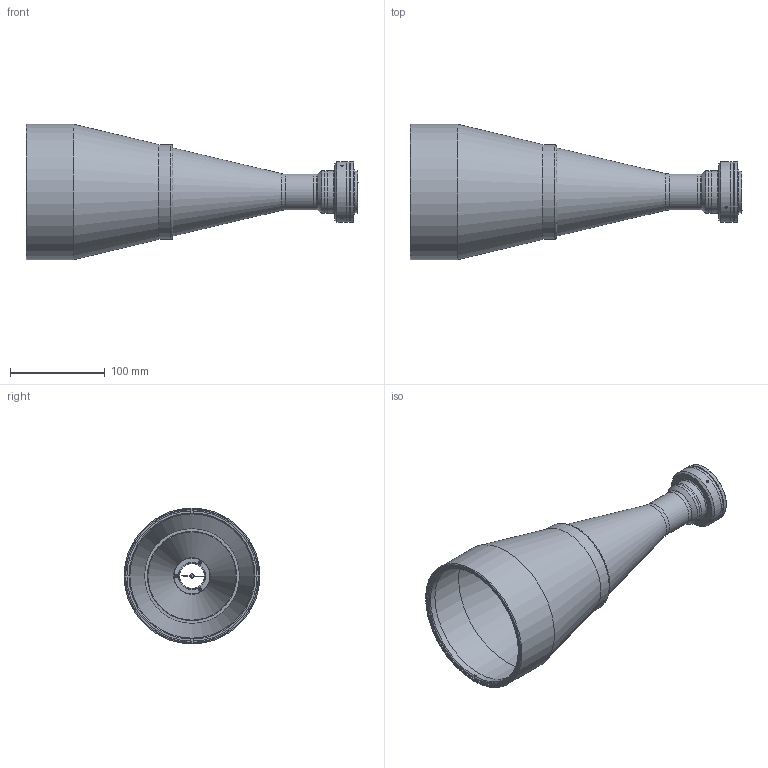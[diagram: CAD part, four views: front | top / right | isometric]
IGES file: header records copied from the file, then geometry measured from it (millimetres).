
Start section: SolidWorks IGES file using analytic representation for surfaces
Global section: file name: DP32120-A_TC4MHRP096-F.igs; native system: SolidWorks 2021; preprocessor: SolidWorks 2021; author: lrizzotto; date: 220613.113020; units: millimetre
Bounding box: 349.97 x 143 x 143 mm (x, y, z)
Surface area: 123856.1 mm2 (no closed solid volume)
Topology: 0 solids, 1 shells, 92 faces, 476 edges, 432 vertices
Faces by surface type: revolution 56, bspline 36
